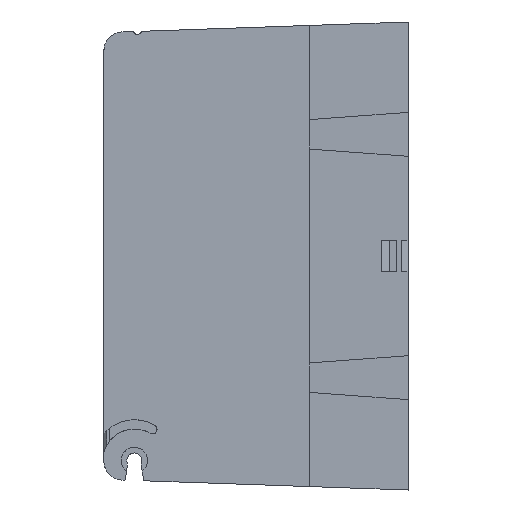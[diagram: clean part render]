
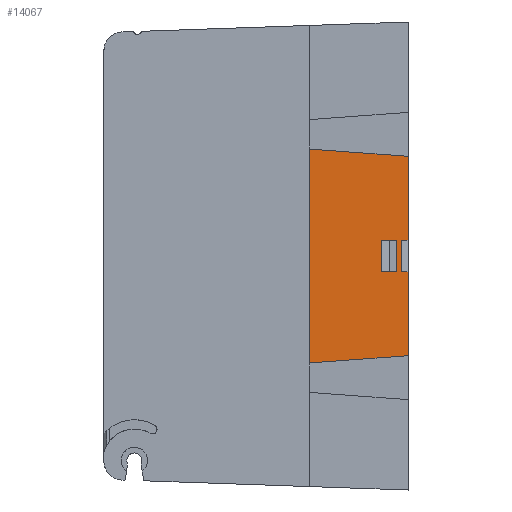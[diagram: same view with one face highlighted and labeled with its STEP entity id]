
A CAD part, left-side view. The second image highlights one B-rep face of the part: STEP entity #14067.
In plain terms, the highlighted planar face has unit normal (1, 0, 0).
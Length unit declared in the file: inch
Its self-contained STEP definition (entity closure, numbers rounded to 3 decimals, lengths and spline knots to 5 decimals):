
#80 = VECTOR ( 'NONE', #34396, 39.37008 ) ;
#378 = CARTESIAN_POINT ( 'NONE',  ( -0.9242, -1.3934, -0.17 ) ) ;
#1059 = ORIENTED_EDGE ( 'NONE', *, *, #28667, .F. ) ;
#1110 = CARTESIAN_POINT ( 'NONE',  ( -0.9242, -0.625, -0.17 ) ) ;
#3030 = LINE ( 'NONE', #30191, #18434 ) ;
#3119 = CARTESIAN_POINT ( 'NONE',  ( -0.9242, -0.625, 0.17 ) ) ;
#4019 = ORIENTED_EDGE ( 'NONE', *, *, #32434, .F. ) ;
#4402 = DIRECTION ( 'NONE',  ( 0., 0., 1. ) ) ;
#4716 = VERTEX_POINT ( 'NONE', #8804 ) ;
#4953 = VERTEX_POINT ( 'NONE', #34746 ) ;
#5176 = ORIENTED_EDGE ( 'NONE', *, *, #25716, .F. ) ;
#5977 = VERTEX_POINT ( 'NONE', #10998 ) ;
#6561 = DIRECTION ( 'NONE',  ( 0., 0., -1. ) ) ;
#6688 = VERTEX_POINT ( 'NONE', #21015 ) ;
#8048 = ORIENTED_EDGE ( 'NONE', *, *, #30466, .F. ) ;
#8365 = ORIENTED_EDGE ( 'NONE', *, *, #35212, .F. ) ;
#8608 = CARTESIAN_POINT ( 'NONE',  ( -0.9242, -1.675, 1.065 ) ) ;
#8804 = CARTESIAN_POINT ( 'NONE',  ( -0.9242, -1.605, 0.17 ) ) ;
#9226 = VERTEX_POINT ( 'NONE', #26678 ) ;
#9390 = LINE ( 'NONE', #35604, #31333 ) ;
#9932 = VERTEX_POINT ( 'NONE', #21284 ) ;
#10481 = CARTESIAN_POINT ( 'NONE',  ( -0.9242, -1.675, 1.065 ) ) ;
#10771 = VECTOR ( 'NONE', #17341, 39.37008 ) ;
#10777 = FACE_BOUND ( 'NONE', #26170, .T. ) ;
#10998 = CARTESIAN_POINT ( 'NONE',  ( -0.9242, -1.675, -1.065 ) ) ;
#11103 = LINE ( 'NONE', #30572, #32965 ) ;
#11386 = VERTEX_POINT ( 'NONE', #33772 ) ;
#11900 = DIRECTION ( 'NONE',  ( 0., 0., 1. ) ) ;
#12082 = ORIENTED_EDGE ( 'NONE', *, *, #26374, .F. ) ;
#12435 = VERTEX_POINT ( 'NONE', #378 ) ;
#12916 = CARTESIAN_POINT ( 'NONE',  ( -0.9242, -0.625, 1.14282 ) ) ;
#13301 = VECTOR ( 'NONE', #11900, 39.37008 ) ;
#13797 = ORIENTED_EDGE ( 'NONE', *, *, #29544, .F. ) ;
#14067 = ADVANCED_FACE ( 'NONE', ( #10777, #17422 ), #31598, .F. ) ;
#14311 = LINE ( 'NONE', #21429, #36189 ) ;
#14440 = CARTESIAN_POINT ( 'NONE',  ( -0.9242, -0.625, -0.17 ) ) ;
#16784 = DIRECTION ( 'NONE',  ( 0., -0.997, 0.074 ) ) ;
#17341 = DIRECTION ( 'NONE',  ( 0., -1., 0. ) ) ;
#17422 = FACE_OUTER_BOUND ( 'NONE', #26669, .T. ) ;
#17696 = VECTOR ( 'NONE', #6561, 39.37008 ) ;
#17851 = ORIENTED_EDGE ( 'NONE', *, *, #25981, .F. ) ;
#18434 = VECTOR ( 'NONE', #33078, 39.37008 ) ;
#18524 = ORIENTED_EDGE ( 'NONE', *, *, #23239, .F. ) ;
#19141 = LINE ( 'NONE', #1110, #33521 ) ;
#19990 = VERTEX_POINT ( 'NONE', #31286 ) ;
#20177 = VECTOR ( 'NONE', #26817, 39.37008 ) ;
#20238 = LINE ( 'NONE', #10481, #35528 ) ;
#20828 = CARTESIAN_POINT ( 'NONE',  ( -0.9242, -1.555, -2.21333 ) ) ;
#21015 = CARTESIAN_POINT ( 'NONE',  ( -0.9242, -1.605, -0.17 ) ) ;
#21216 = ORIENTED_EDGE ( 'NONE', *, *, #22194, .F. ) ;
#21273 = ORIENTED_EDGE ( 'NONE', *, *, #27340, .F. ) ;
#21284 = CARTESIAN_POINT ( 'NONE',  ( -0.9242, -0.625, -1.14282 ) ) ;
#21429 = CARTESIAN_POINT ( 'NONE',  ( -0.9242, -0.625, -4.87979 ) ) ;
#22194 = EDGE_CURVE ( 'NONE', #26298, #12435, #30889, .T. ) ;
#22762 = CARTESIAN_POINT ( 'NONE',  ( -0.9242, -1.675, -2.25 ) ) ;
#23239 = EDGE_CURVE ( 'NONE', #19990, #26298, #25325, .T. ) ;
#23700 = VERTEX_POINT ( 'NONE', #12916 ) ;
#25252 = CARTESIAN_POINT ( 'NONE',  ( -0.9242, -0.625, -1.14282 ) ) ;
#25325 = LINE ( 'NONE', #20828, #17696 ) ;
#25716 = EDGE_CURVE ( 'NONE', #9226, #19990, #32652, .T. ) ;
#25981 = EDGE_CURVE ( 'NONE', #12435, #9226, #9390, .T. ) ;
#26170 = EDGE_LOOP ( 'NONE', ( #21216, #18524, #5176, #17851 ) ) ;
#26298 = VERTEX_POINT ( 'NONE', #35579 ) ;
#26374 = EDGE_CURVE ( 'NONE', #11386, #6688, #19141, .T. ) ;
#26669 = EDGE_LOOP ( 'NONE', ( #12082, #21273, #1059, #8365, #13797, #8048, #4019, #29662 ) ) ;
#26678 = CARTESIAN_POINT ( 'NONE',  ( -0.9242, -1.3934, 0.17 ) ) ;
#26817 = DIRECTION ( 'NONE',  ( 0., 0., 1. ) ) ;
#27340 = EDGE_CURVE ( 'NONE', #5977, #11386, #36073, .T. ) ;
#27379 = LINE ( 'NONE', #25252, #34996 ) ;
#27860 = LINE ( 'NONE', #32478, #20177 ) ;
#28667 = EDGE_CURVE ( 'NONE', #9932, #5977, #27379, .T. ) ;
#29544 = EDGE_CURVE ( 'NONE', #33248, #23700, #20238, .T. ) ;
#29589 = AXIS2_PLACEMENT_3D ( 'NONE', #32230, #32101, #31969 ) ;
#29662 = ORIENTED_EDGE ( 'NONE', *, *, #33784, .F. ) ;
#30191 = CARTESIAN_POINT ( 'NONE',  ( -0.9242, -1.605, -2.21333 ) ) ;
#30384 = DIRECTION ( 'NONE',  ( 0., 0., -1. ) ) ;
#30466 = EDGE_CURVE ( 'NONE', #4953, #33248, #27860, .T. ) ;
#30572 = CARTESIAN_POINT ( 'NONE',  ( -0.9242, -0.625, 0.17 ) ) ;
#30889 = LINE ( 'NONE', #14440, #80 ) ;
#31286 = CARTESIAN_POINT ( 'NONE',  ( -0.9242, -1.555, 0.17 ) ) ;
#31333 = VECTOR ( 'NONE', #4402, 39.37008 ) ;
#31598 = PLANE ( 'NONE',  #29589 ) ;
#31969 = DIRECTION ( 'NONE',  ( 0., 0., 1. ) ) ;
#32101 = DIRECTION ( 'NONE',  ( -1., 0., 0. ) ) ;
#32230 = CARTESIAN_POINT ( 'NONE',  ( -0.9242, -0.625, -2.21333 ) ) ;
#32434 = EDGE_CURVE ( 'NONE', #4716, #4953, #11103, .T. ) ;
#32478 = CARTESIAN_POINT ( 'NONE',  ( -0.9242, -1.675, -2.25 ) ) ;
#32652 = LINE ( 'NONE', #3119, #10771 ) ;
#32965 = VECTOR ( 'NONE', #33461, 39.37008 ) ;
#33078 = DIRECTION ( 'NONE',  ( 0., 0., 1. ) ) ;
#33248 = VERTEX_POINT ( 'NONE', #8608 ) ;
#33324 = DIRECTION ( 'NONE',  ( 0., 1., 0. ) ) ;
#33334 = DIRECTION ( 'NONE',  ( 0., 0.997, 0.074 ) ) ;
#33461 = DIRECTION ( 'NONE',  ( 0., -1., 0. ) ) ;
#33521 = VECTOR ( 'NONE', #33324, 39.37008 ) ;
#33772 = CARTESIAN_POINT ( 'NONE',  ( -0.9242, -1.675, -0.17 ) ) ;
#33784 = EDGE_CURVE ( 'NONE', #6688, #4716, #3030, .T. ) ;
#34396 = DIRECTION ( 'NONE',  ( 0., 1., 0. ) ) ;
#34746 = CARTESIAN_POINT ( 'NONE',  ( -0.9242, -1.675, 0.17 ) ) ;
#34996 = VECTOR ( 'NONE', #16784, 39.37008 ) ;
#35212 = EDGE_CURVE ( 'NONE', #23700, #9932, #14311, .T. ) ;
#35528 = VECTOR ( 'NONE', #33334, 39.37008 ) ;
#35579 = CARTESIAN_POINT ( 'NONE',  ( -0.9242, -1.555, -0.17 ) ) ;
#35604 = CARTESIAN_POINT ( 'NONE',  ( -0.9242, -1.3934, -2.21333 ) ) ;
#36073 = LINE ( 'NONE', #22762, #13301 ) ;
#36189 = VECTOR ( 'NONE', #30384, 39.37008 ) ;
